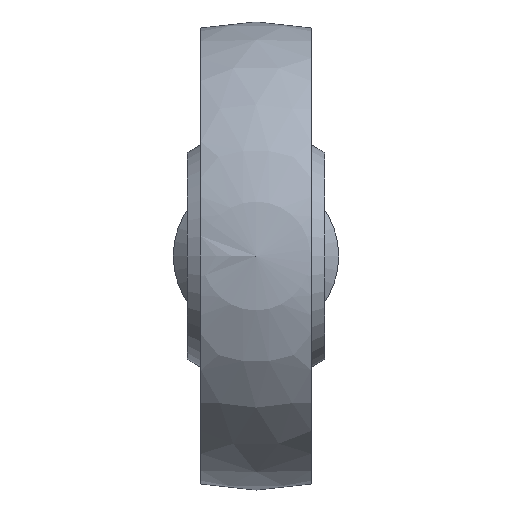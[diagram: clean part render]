
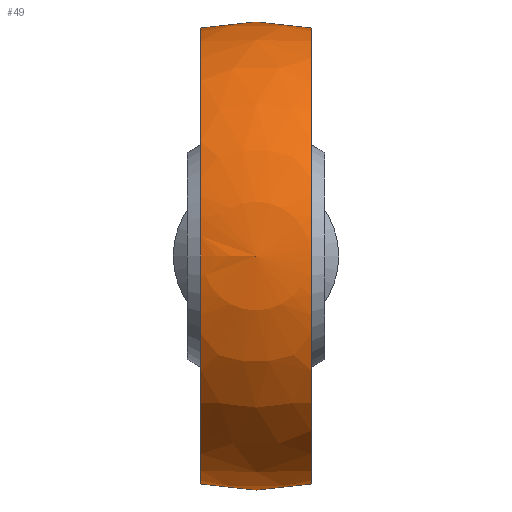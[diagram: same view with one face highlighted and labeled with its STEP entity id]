
A CAD part, left-side view. The second image highlights one B-rep face of the part: STEP entity #49.
In plain terms, the highlighted spherical face has radius 17 mm.
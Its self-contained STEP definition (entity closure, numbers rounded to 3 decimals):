
#49 = ADVANCED_FACE( '', ( #110, #111 ), #112, .T. );
#110 = FACE_BOUND( '', #188, .T. );
#111 = FACE_OUTER_BOUND( '', #189, .T. );
#112 = SPHERICAL_SURFACE( '', #190, 17. );
#188 = VERTEX_LOOP( '', #266 );
#189 = EDGE_LOOP( '', ( #267, #268, #269, #270 ) );
#190 = AXIS2_PLACEMENT_3D( '', #271, #272, #273 );
#266 = VERTEX_POINT( '', #390 );
#267 = ORIENTED_EDGE( '', *, *, #391, .F. );
#268 = ORIENTED_EDGE( '', *, *, #392, .T. );
#269 = ORIENTED_EDGE( '', *, *, #393, .F. );
#270 = ORIENTED_EDGE( '', *, *, #394, .T. );
#271 = CARTESIAN_POINT( '', ( 0., 0., 0. ) );
#272 = DIRECTION( '', ( 1., 0., 0. ) );
#273 = DIRECTION( '', ( 0., 1., 0. ) );
#390 = CARTESIAN_POINT( '', ( -17., 0., 0. ) );
#391 = EDGE_CURVE( '', #444, #445, #446, .T. );
#392 = EDGE_CURVE( '', #444, #447, #448, .F. );
#393 = EDGE_CURVE( '', #449, #447, #450, .T. );
#394 = EDGE_CURVE( '', #449, #445, #451, .F. );
#444 = VERTEX_POINT( '', #513 );
#445 = VERTEX_POINT( '', #514 );
#446 = CIRCLE( '', #515, 9.09 );
#447 = VERTEX_POINT( '', #516 );
#448 = CIRCLE( '', #517, 16.523 );
#449 = VERTEX_POINT( '', #518 );
#450 = CIRCLE( '', #519, 9.09 );
#451 = CIRCLE( '', #520, 16.523 );
#513 = CARTESIAN_POINT( '', ( 14.366, -4., -8.162 ) );
#514 = CARTESIAN_POINT( '', ( 14.366, 4., -8.162 ) );
#515 = AXIS2_PLACEMENT_3D( '', #630, #631, #632 );
#516 = CARTESIAN_POINT( '', ( 14.366, -4., 8.162 ) );
#517 = AXIS2_PLACEMENT_3D( '', #633, #634, #635 );
#518 = CARTESIAN_POINT( '', ( 14.366, 4., 8.162 ) );
#519 = AXIS2_PLACEMENT_3D( '', #636, #637, #638 );
#520 = AXIS2_PLACEMENT_3D( '', #639, #640, #641 );
#630 = CARTESIAN_POINT( '', ( 14.366, 0., 0. ) );
#631 = DIRECTION( '', ( 1., 0., 0. ) );
#632 = DIRECTION( '', ( 0., 0., -1. ) );
#633 = CARTESIAN_POINT( '', ( 0., -4., 0. ) );
#634 = DIRECTION( '', ( 0., -1., 0. ) );
#635 = DIRECTION( '', ( 0., 0., -1. ) );
#636 = CARTESIAN_POINT( '', ( 14.366, 0., 0. ) );
#637 = DIRECTION( '', ( 1., 0., 0. ) );
#638 = DIRECTION( '', ( 0., 0., -1. ) );
#639 = CARTESIAN_POINT( '', ( 0., 4., 0. ) );
#640 = DIRECTION( '', ( 0., 1., 0. ) );
#641 = DIRECTION( '', ( 0., 0., 1. ) );
